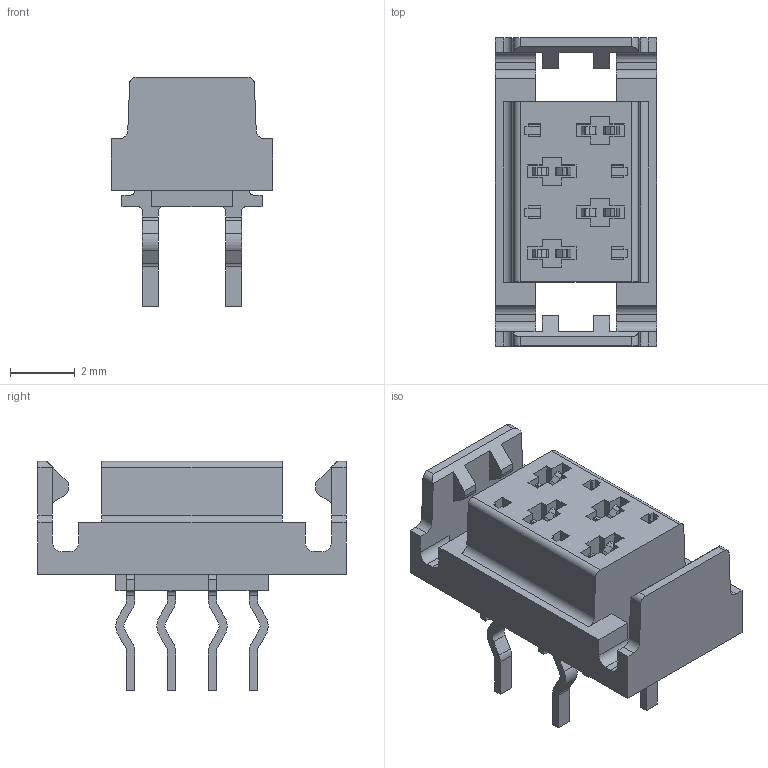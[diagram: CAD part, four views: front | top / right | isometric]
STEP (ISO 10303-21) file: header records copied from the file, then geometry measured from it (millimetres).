
FILE_DESCRIPTION(('FreeCAD Model'),'2;1');
FILE_NAME('parts/3DModels/micromatch_vert4/micromatch_vert4.step','2018-02-05T20:59:18',('kicad StepUp'),( 'ksu MCAD'),'Open CASCADE STEP processor 6.8','FreeCAD','Unknown');
FILE_SCHEMA(('AUTOMOTIVE_DESIGN_CC2 { 1 2 10303 214 -1 1 5 4 }'));
Length unit declared in the file: millimetre
Products named in the file (1): micromatch_vert4
Bounding box: 5 x 9.55 x 7.1 mm (x, y, z)
Volume: 114.3 mm3; surface area: 288.3 mm2
Topology: 1 solids, 1 shells, 363 faces, 1030 edges, 684 vertices
Faces by surface type: plane 279, cylinder 84
Entity records: 11745 total; most frequent: CARTESIAN_POINT 2114, ORIENTED_EDGE 2060, DIRECTION 1922, EDGE_CURVE 1030, LINE 858, VECTOR 858, VERTEX_POINT 684, AXIS2_PLACEMENT_3D 532
